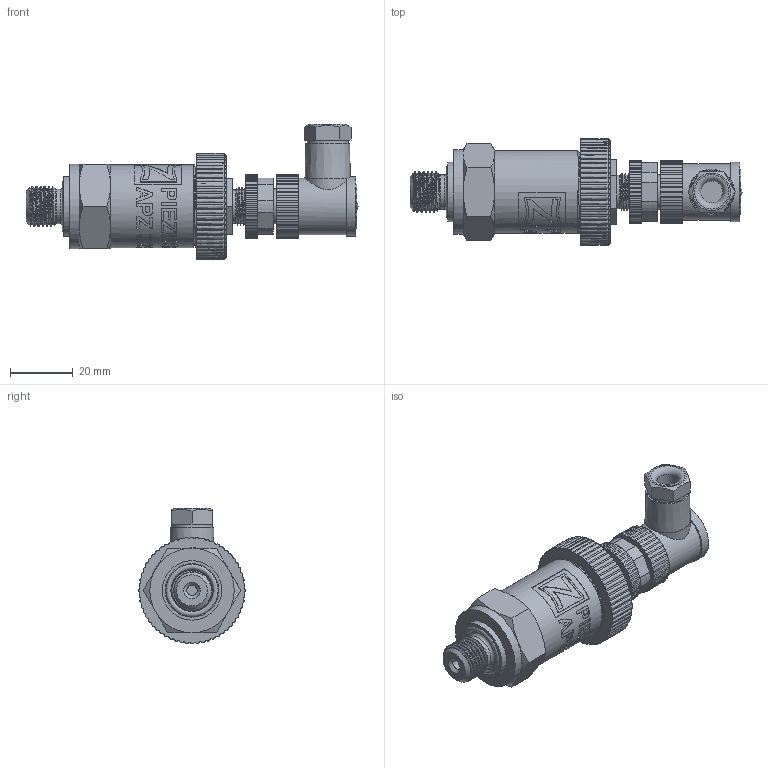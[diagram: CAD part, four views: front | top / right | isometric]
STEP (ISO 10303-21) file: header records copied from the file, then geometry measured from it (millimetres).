
FILE_DESCRIPTION(/* description */ (''),/* implementation_level */ '2;1');
FILE_NAME(/* name */ 'APZ3230_G1''4DIN_M12x1-angular.step',/* time_stamp */ '2021-06-24T09:52:51+03:00',/* author */ (''),/* organization */ (''),/* preprocessor_version */ 'ST-DEVELOPER v18.1',/* originating_system */ 'Autodesk Translation Framework v10.9.0.1377',/* authorisation */ '');
FILE_SCHEMA (('AUTOMOTIVE_DESIGN { 1 0 10303 214 3 1 1 }'));
Length unit declared in the file: millimetre
Products named in the file (6): APZ3230_G1'4DIN_M12x1-angular; G 1/4 DIN; OMAL nut M27x1.5 v8; M12x1 male v16; Ш100.000.002 v4; M12x1 female angular v10
Assembly tree (5 placements, depth 2):
  APZ3230_G1'4DIN_M12x1-angular
    G 1/4 DIN
    OMAL nut M27x1.5 v8
    M12x1 male v16
    Ш100.000.002 v4
    M12x1 female angular v10
Bounding box: 106.07 x 34 x 43.2 mm (x, y, z)
Volume: 46509.7 mm3; surface area: 19262.7 mm2
Topology: 17 solids, 17 shells, 993 faces, 2756 edges, 1841 vertices
Faces by surface type: bspline 460, cylinder 321, plane 169, cone 32, torus 10, sphere 1
Full cylindrical faces by diameter (mm): 1 x12, 1.5 x4, 3.3 x1, 7 x1, 8 x1, 8.2 x1, 9.471 x2, 10.6 x2, 10.741 x6, 11 x1, 11.035 x4, 11.156 x1, 11.445 x5, 11.884 x5, 12.152 x4, 13 x1, 14 x1, 14.137 x4, 14.526 x1, 15.85 x3, 16.7 x1, 18 x1, 19 x2, 21.4 x2, 22.4 x1, 24.5 x1, 25.132 x4, 25.526 x4, 26.5 x5, 27 x1
Entity records: 76393 total; most frequent: CARTESIAN_POINT 53519, ORIENTED_EDGE 5512, DIRECTION 3435, EDGE_CURVE 2756, VERTEX_POINT 1841, AXIS2_PLACEMENT_3D 1189, LINE 1057, VECTOR 1057
